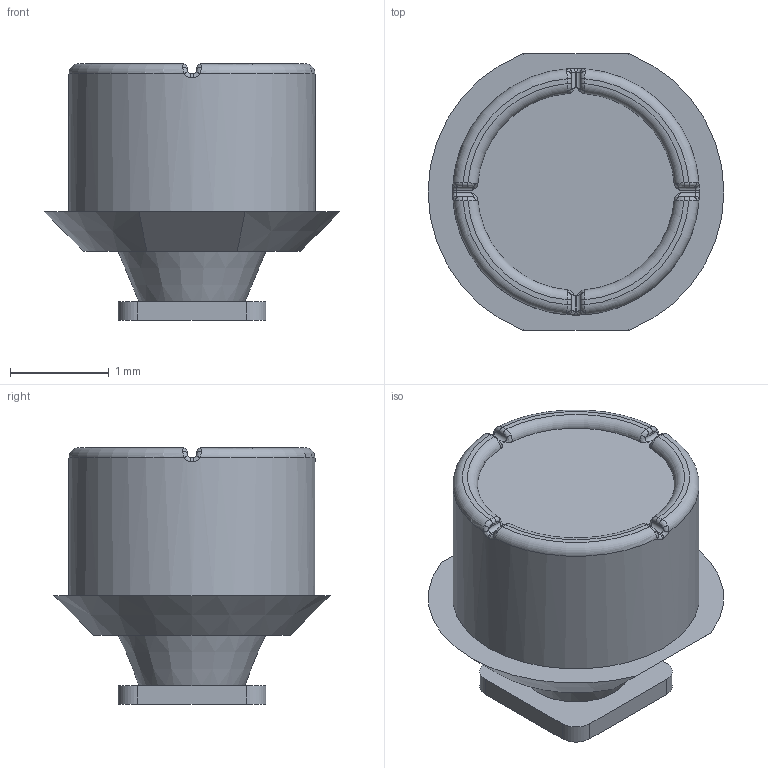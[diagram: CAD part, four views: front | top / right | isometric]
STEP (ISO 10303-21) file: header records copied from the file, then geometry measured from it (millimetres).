
FILE_DESCRIPTION(/* description */ (''),/* implementation_level */ '2;1');
FILE_NAME(/* name */ 'Switch-Ornamentv1.3 Part C.step',/* time_stamp */ '2023-09-02T22:23:54+02:00',/* author */ (''),/* organization */ (''),/* preprocessor_version */ 'ST-DEVELOPER v20',/* originating_system */ 'Autodesk Translation Framework v12.9.0.99',/* authorisation */ '');
FILE_SCHEMA (('AUTOMOTIVE_DESIGN { 1 0 10303 214 3 1 1 }'));
Length unit declared in the file: millimetre
Products named in the file (1): Switch-Ornamentv1.3 Part C
Bounding box: 3 x 2.8 x 2.6 mm (x, y, z)
Volume: 10.2 mm3; surface area: 32.1 mm2
Topology: 1 solids, 1 shells, 99 faces, 234 edges, 140 vertices
Faces by surface type: bspline 40, plane 23, cylinder 21, torus 12, cone 3
Full cylindrical faces by diameter (mm): 2.5 x1
Entity records: 4117 total; most frequent: CARTESIAN_POINT 2050, ORIENTED_EDGE 468, DIRECTION 350, EDGE_CURVE 234, AXIS2_PLACEMENT_3D 148, VERTEX_POINT 140, EDGE_LOOP 102, FACE_OUTER_BOUND 99
